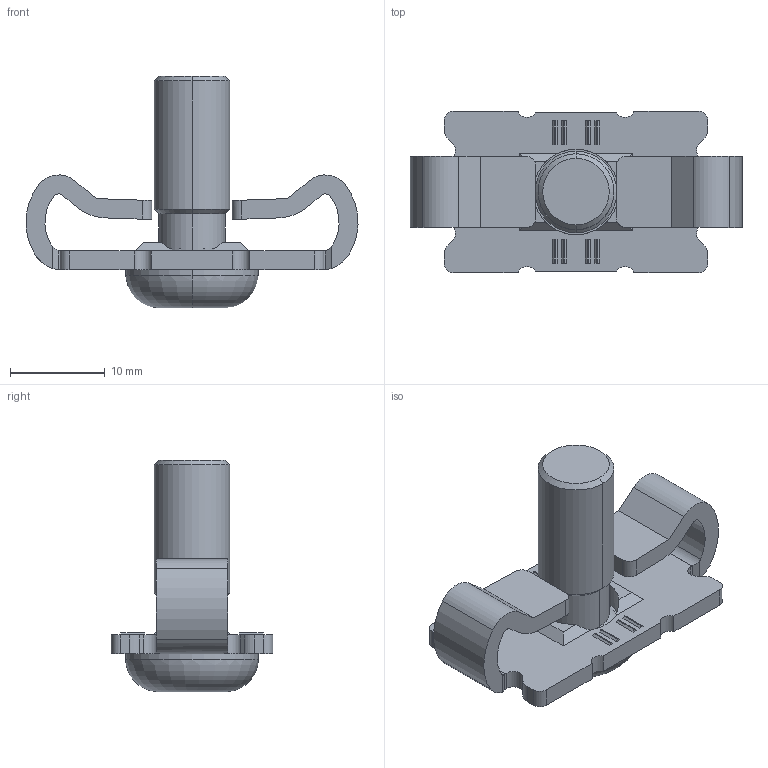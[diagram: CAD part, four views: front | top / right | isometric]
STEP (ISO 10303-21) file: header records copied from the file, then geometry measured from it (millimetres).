
FILE_DESCRIPTION (( 'STEP AP203' ), '1' );
FILE_NAME ('099f0840m08.STEP', '2019-03-19T17:12:01', ( '' ), ( '' ), 'SwSTEP 2.0', 'SolidWorks 2017', '' );
FILE_SCHEMA (( 'CONFIG_CONTROL_DESIGN' ));
Length unit declared in the file: millimetre
Products named in the file (3): 099f0840m08; 09204_-A-TAB_092040; 4iso7380m0820ms01_Standard
Assembly tree (2 placements, depth 2):
  099f0840m08
    09204_-A-TAB_092040
    4iso7380m0820ms01_Standard
Bounding box: 34.99 x 17 x 24.4 mm (x, y, z)
Volume: 2831 mm3; surface area: 2831.8 mm2
Topology: 2 solids, 2 shells, 153 faces, 404 edges, 266 vertices
Faces by surface type: plane 99, cylinder 46, cone 6, torus 2
Entity records: 5027 total; most frequent: CARTESIAN_POINT 888, ORIENTED_EDGE 808, DIRECTION 800, EDGE_CURVE 404, LINE 284, VECTOR 284, VERTEX_POINT 266, AXIS2_PLACEMENT_3D 258
